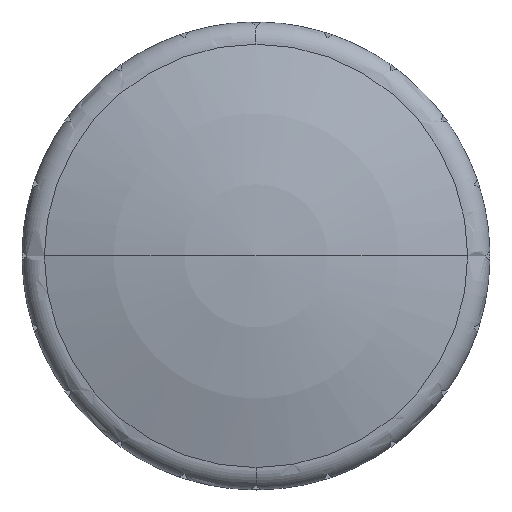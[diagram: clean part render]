
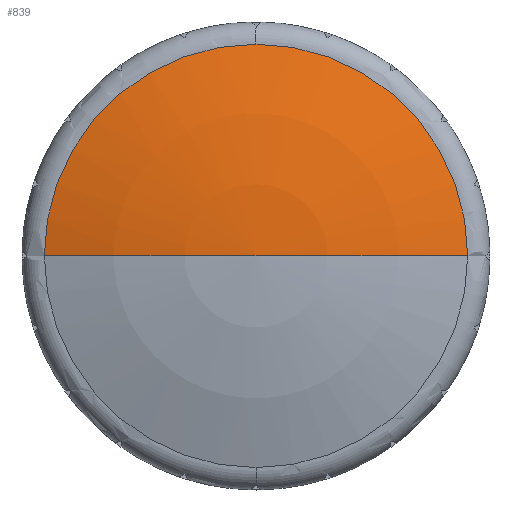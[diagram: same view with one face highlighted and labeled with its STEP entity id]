
A CAD part, top view. The second image highlights one B-rep face of the part: STEP entity #839.
In plain terms, the highlighted spherical face has radius 30.834 mm.
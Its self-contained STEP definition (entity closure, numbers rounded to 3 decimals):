
#755=EDGE_CURVE('',#1855,#1421,#2036,.T.);
#799=VERTEX_POINT('',#2082);
#839=ADVANCED_FACE('',(#2128),#2129,.T.);
#891=EDGE_CURVE('',#1855,#1115,#2186,.T.);
#1019=EDGE_CURVE('',#1115,#799,#2327,.T.);
#1115=VERTEX_POINT('',#2435);
#1201=EDGE_CURVE('',#1421,#799,#2532,.T.);
#1421=VERTEX_POINT('',#2774);
#1855=VERTEX_POINT('',#3247);
#2036=CIRCLE('',#3532,30.834);
#2082=CARTESIAN_POINT('',(-9.5,0.,15.));
#2128=FACE_OUTER_BOUND('',#3712,.T.);
#2129=SPHERICAL_SURFACE('',#3713,30.834);
#2186=CIRCLE('',#3819,9.5);
#2327=CIRCLE('',#4031,9.5);
#2435=CARTESIAN_POINT('',(0.,9.5,15.));
#2532=CIRCLE('',#4346,30.834);
#2774=CARTESIAN_POINT('',(0.0,0.0,16.5));
#3247=CARTESIAN_POINT('',(9.5,0.,15.));
#3532=AXIS2_PLACEMENT_3D('',#6001,#6002,#6003);
#3712=EDGE_LOOP('',(#6094,#6095,#6096,#6097));
#3713=AXIS2_PLACEMENT_3D('',#6098,#6099,#6100);
#3819=AXIS2_PLACEMENT_3D('',#6153,#6154,#6155);
#4031=AXIS2_PLACEMENT_3D('',#6311,#6312,#6313);
#4346=AXIS2_PLACEMENT_3D('',#6633,#6634,#6635);
#6001=CARTESIAN_POINT('',(0.0,0.0,-14.334));
#6002=DIRECTION('',(0.,-1.0,0.0));
#6003=DIRECTION('',(0.0,0.0,1.0));
#6094=ORIENTED_EDGE('',*,*,#755,.F.);
#6095=ORIENTED_EDGE('',*,*,#891,.T.);
#6096=ORIENTED_EDGE('',*,*,#1019,.T.);
#6097=ORIENTED_EDGE('',*,*,#1201,.F.);
#6098=CARTESIAN_POINT('',(0.0,0.0,-14.334));
#6099=DIRECTION('',(0.0,0.0,1.0));
#6100=DIRECTION('',(1.0,0.0,0.0));
#6153=CARTESIAN_POINT('',(0.0,0.,15.));
#6154=DIRECTION('',(0.0,0.,1.0));
#6155=DIRECTION('',(-1.0,0.0,0.0));
#6311=CARTESIAN_POINT('',(0.0,0.,15.));
#6312=DIRECTION('',(0.0,0.,1.0));
#6313=DIRECTION('',(-1.0,0.0,0.0));
#6633=CARTESIAN_POINT('',(0.0,0.0,-14.334));
#6634=DIRECTION('',(0.,-1.0,0.0));
#6635=DIRECTION('',(0.0,0.0,1.0));
